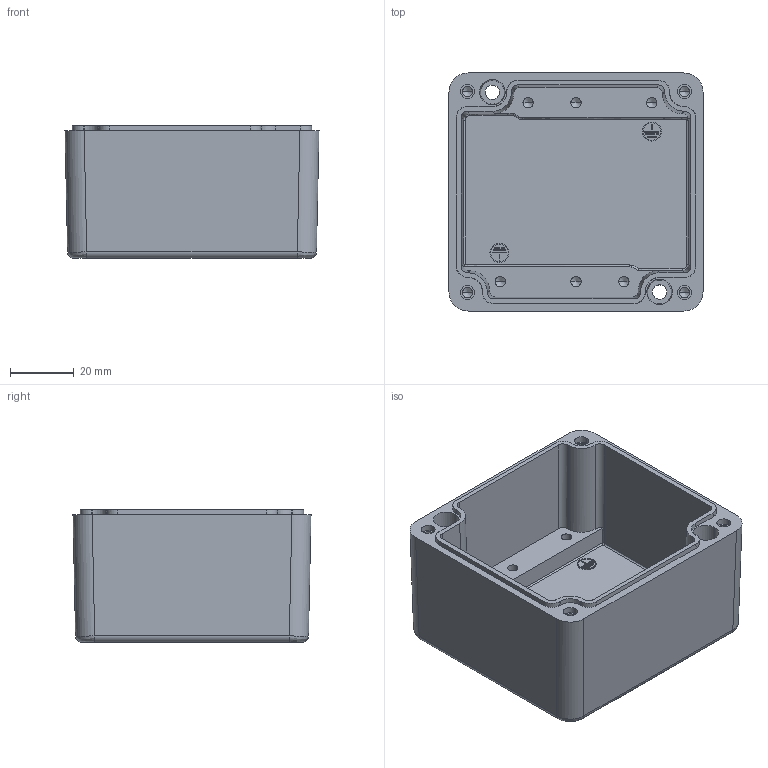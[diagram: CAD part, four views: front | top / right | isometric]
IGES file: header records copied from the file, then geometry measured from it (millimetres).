
Global section: file name: No Iges File Name specified; native system: Autodesk Inventor 2011; preprocessor: AutoDesk Inventor Iges Exporter R2011; author: tcook; date: 20101020.131652; units: millimetre
Bounding box: 79.6 x 74.6 x 41.5 mm (x, y, z)
Volume: 76169.2 mm3; surface area: 35765.3 mm2
Topology: 1 solids, 1 shells, 200 faces, 496 edges, 308 vertices
Faces by surface type: plane 82, bspline 66, revolution 26, cylinder 24, cone 2
